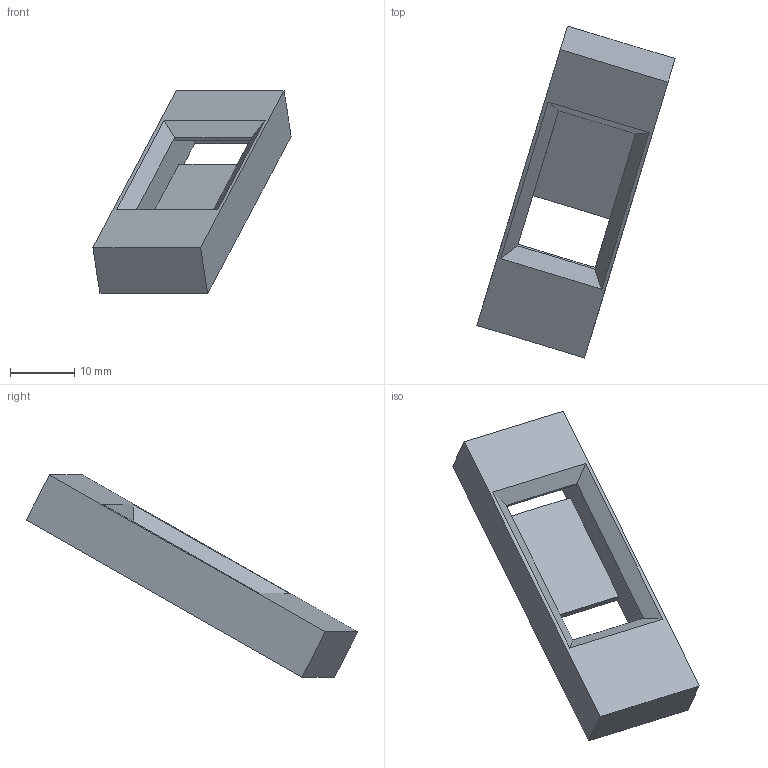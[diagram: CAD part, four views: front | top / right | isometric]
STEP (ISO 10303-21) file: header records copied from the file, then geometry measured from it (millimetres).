
FILE_DESCRIPTION(('Open CASCADE Model'),'2;1');
FILE_NAME('Open CASCADE Shape Model','2022-09-22T22:11:13',('Author'),( 'Open CASCADE'),'Open CASCADE STEP processor 7.5','Open CASCADE 7.5' ,'Unknown');
FILE_SCHEMA(('AUTOMOTIVE_DESIGN { 1 0 10303 214 1 1 1 1 }'));
Length unit declared in the file: millimetre
Products named in the file (1): Open CASCADE STEP translator 7.5 5
Bounding box: 30.83 x 51.59 x 31.44 mm (x, y, z)
Volume: 3335.5 mm3; surface area: 3448.9 mm2
Topology: 1 solids, 1 shells, 21 faces, 56 edges, 36 vertices
Faces by surface type: plane 21
Entity records: 1384 total; most frequent: CARTESIAN_POINT 226, DIRECTION 212, LINE 168, VECTOR 168, ORIENTED_EDGE 112, PCURVE 112, DEFINITIONAL_REPRESENTATION 112, EDGE_CURVE 56
